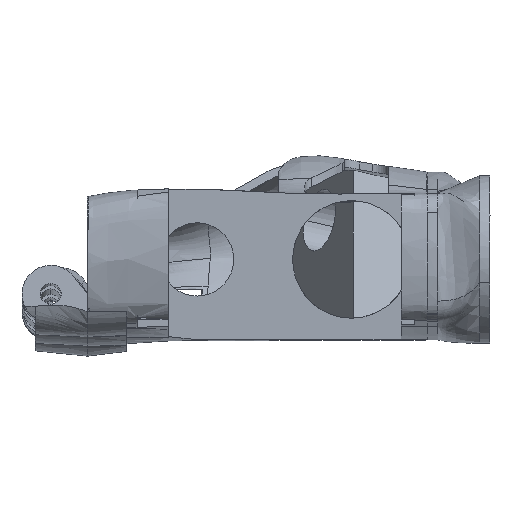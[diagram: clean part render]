
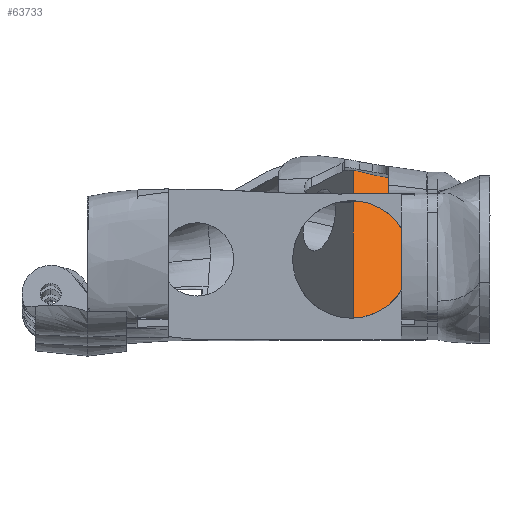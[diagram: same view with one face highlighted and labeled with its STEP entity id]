
A CAD part, left-side view. The second image highlights one B-rep face of the part: STEP entity #63733.
In plain terms, the highlighted planar face has unit normal (-0.794, -0.515, 0.322).
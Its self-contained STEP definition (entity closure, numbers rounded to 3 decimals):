
#3044 = CARTESIAN_POINT ( 'NONE',  ( 20.526, -39.158, -13.123 ) ) ;
#3292 = DIRECTION ( 'NONE',  ( 0.376, 0., 0.927 ) ) ;
#4624 = LINE ( 'NONE', #130480, #34877 ) ;
#8016 = CARTESIAN_POINT ( 'NONE',  ( 28.9, -33.793, 16.128 ) ) ;
#17128 = VERTEX_POINT ( 'NONE', #83873 ) ;
#20661 = EDGE_CURVE ( 'NONE', #127353, #159524, #4624, .T. ) ;
#26883 = CARTESIAN_POINT ( 'NONE',  ( 32.507, -40., 15.098 ) ) ;
#26949 = CARTESIAN_POINT ( 'NONE',  ( 22.668, -40., -9.184 ) ) ;
#30194 = B_SPLINE_CURVE_WITH_KNOTS ( 'NONE', 3,
 ( #43816, #3044, #99949, #31133, #86363, #60072, #115302, #114419 ),
 .UNSPECIFIED., .F., .F.,
 ( 4, 2, 2, 4 ),
 ( 0.001, 0.004, 0.007, 0.013 ),
 .UNSPECIFIED. ) ;
#31133 = CARTESIAN_POINT ( 'NONE',  ( 18.836, -36.624, -13.243 ) ) ;
#34877 = VECTOR ( 'NONE', #48064, 1000. ) ;
#43816 = CARTESIAN_POINT ( 'NONE',  ( 21.093, -40., -13.073 ) ) ;
#47890 = CARTESIAN_POINT ( 'NONE',  ( 27.588, -31.425, 16.679 ) ) ;
#48064 = DIRECTION ( 'NONE',  ( -0.375, 0., -0.927 ) ) ;
#49432 = CARTESIAN_POINT ( 'NONE',  ( 32.373, -39.769, 15.137 ) ) ;
#49675 = CARTESIAN_POINT ( 'NONE',  ( 28.456, -33.004, 16.296 ) ) ;
#53105 = B_SPLINE_CURVE_WITH_KNOTS ( 'NONE', 3,
 ( #118492, #160194, #47890, #49675, #8016, #175554, #132978, #174666 ),
 .UNSPECIFIED., .F., .F.,
 ( 4, 2, 2, 4 ),
 ( 0.007, 0.01, 0.013, 0.018 ),
 .UNSPECIFIED. ) ;
#58202 = EDGE_CURVE ( 'NONE', #127353, #17128, #53105, .T. ) ;
#60072 = CARTESIAN_POINT ( 'NONE',  ( 16.589, -33.239, -13.371 ) ) ;
#63733 = ADVANCED_FACE ( 'NONE', ( #74203 ), #112272, .T. ) ;
#65687 = CARTESIAN_POINT ( 'NONE',  ( 32.105, -39.309, 15.212 ) ) ;
#74203 = FACE_OUTER_BOUND ( 'NONE', #170633, .T. ) ;
#77827 = EDGE_CURVE ( 'NONE', #17128, #155468, #135916, .T. ) ;
#80108 = EDGE_CURVE ( 'NONE', #119132, #155468, #125583, .T. ) ;
#81087 = CARTESIAN_POINT ( 'NONE',  ( 32.239, -39.539, 15.175 ) ) ;
#83873 = CARTESIAN_POINT ( 'NONE',  ( 32.105, -39.309, 15.212 ) ) ;
#86363 = CARTESIAN_POINT ( 'NONE',  ( 18.274, -35.778, -13.275 ) ) ;
#93627 = ORIENTED_EDGE ( 'NONE', *, *, #77827, .F. ) ;
#98704 = DIRECTION ( 'NONE',  ( 0.544, -0.839, 0. ) ) ;
#99594 = CARTESIAN_POINT ( 'NONE',  ( 33.518, -29.837, 33.858 ) ) ;
#99949 = CARTESIAN_POINT ( 'NONE',  ( 19.962, -38.314, -13.167 ) ) ;
#112272 = PLANE ( 'NONE',  #144851 ) ;
#114419 = CARTESIAN_POINT ( 'NONE',  ( 14.338, -29.859, -13.519 ) ) ;
#115302 = CARTESIAN_POINT ( 'NONE',  ( 15.465, -31.548, -13.44 ) ) ;
#115833 = DIRECTION ( 'NONE',  ( -0.794, -0.515, 0.322 ) ) ;
#118492 = CARTESIAN_POINT ( 'NONE',  ( 26.737, -29.844, 17.107 ) ) ;
#119132 = VERTEX_POINT ( 'NONE', #134961 ) ;
#120727 = CARTESIAN_POINT ( 'NONE',  ( 26.737, -29.844, 17.107 ) ) ;
#123793 = CARTESIAN_POINT ( 'NONE',  ( 14.338, -29.859, -13.519 ) ) ;
#125583 = LINE ( 'NONE', #26949, #162330 ) ;
#127353 = VERTEX_POINT ( 'NONE', #120727 ) ;
#130480 = CARTESIAN_POINT ( 'NONE',  ( 33.518, -29.837, 33.858 ) ) ;
#132978 = CARTESIAN_POINT ( 'NONE',  ( 31.186, -37.733, 15.467 ) ) ;
#134961 = CARTESIAN_POINT ( 'NONE',  ( 21.093, -40., -13.073 ) ) ;
#135916 = B_SPLINE_CURVE_WITH_KNOTS ( 'NONE', 3,
 ( #65687, #81087, #49432, #174424 ),
 .UNSPECIFIED., .F., .F.,
 ( 4, 4 ),
 ( 0., 0.001 ),
 .UNSPECIFIED. ) ;
#144851 = AXIS2_PLACEMENT_3D ( 'NONE', #99594, #115833, #98704 ) ;
#145029 = ORIENTED_EDGE ( 'NONE', *, *, #58202, .F. ) ;
#155468 = VERTEX_POINT ( 'NONE', #26883 ) ;
#159476 = ORIENTED_EDGE ( 'NONE', *, *, #20661, .T. ) ;
#159524 = VERTEX_POINT ( 'NONE', #123793 ) ;
#160194 = CARTESIAN_POINT ( 'NONE',  ( 27.163, -30.635, 16.894 ) ) ;
#162330 = VECTOR ( 'NONE', #3292, 1000. ) ;
#168563 = EDGE_CURVE ( 'NONE', #119132, #159524, #30194, .T. ) ;
#169036 = ORIENTED_EDGE ( 'NONE', *, *, #80108, .T. ) ;
#169911 = ORIENTED_EDGE ( 'NONE', *, *, #168563, .F. ) ;
#170633 = EDGE_LOOP ( 'NONE', ( #169911, #169036, #93627, #145029, #159476 ) ) ;
#174424 = CARTESIAN_POINT ( 'NONE',  ( 32.507, -40., 15.098 ) ) ;
#174666 = CARTESIAN_POINT ( 'NONE',  ( 32.105, -39.309, 15.212 ) ) ;
#175554 = CARTESIAN_POINT ( 'NONE',  ( 30.255, -36.158, 15.689 ) ) ;
